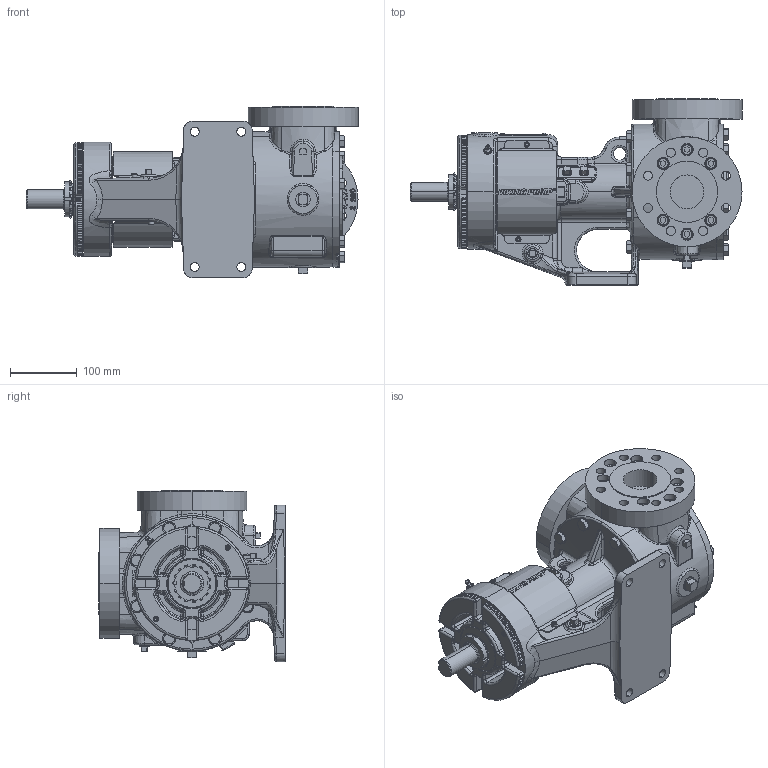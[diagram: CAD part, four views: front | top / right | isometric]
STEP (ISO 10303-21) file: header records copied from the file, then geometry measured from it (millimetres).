
FILE_DESCRIPTION (( 'STEP AP214' ), '1' );
FILE_NAME ('KV-2647.STEP', '2024-04-03T13:09:45', ( '' ), ( '' ), 'SwSTEP 2.0', 'SolidWorks 2022', '' );
FILE_SCHEMA (( 'AUTOMOTIVE_DESIGN' ));
Length unit declared in the file: inch
Products named in the file (1): KV-2647
Bounding box: 498.52 x 279.4 x 257.18 mm (x, y, z)
Volume: 9152803.4 mm3; surface area: 678348.5 mm2
Topology: 1 solids, 13 shells, 4279 faces, 10834 edges, 6802 vertices
Faces by surface type: plane 1509, bspline 1289, cone 732, cylinder 578, torus 108, sphere 63
Entity records: 243076 total; most frequent: CARTESIAN_POINT 94332, ORIENTED_EDGE 21550, DIRECTION 15812, EDGE_CURVE 10775, VERTEX_POINT 6799, AXIS2_PLACEMENT_3D 5673, EDGE_LOOP 4620, LINE 4466
